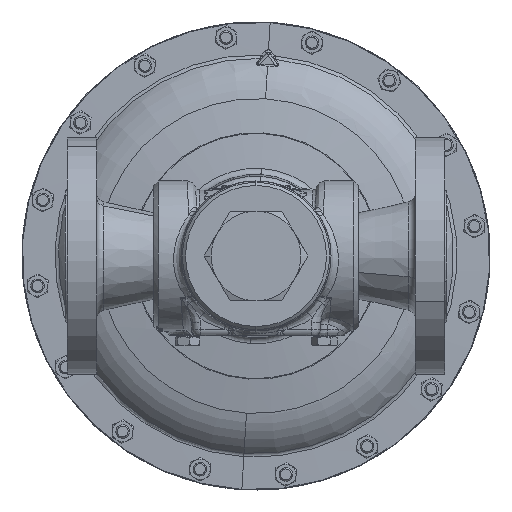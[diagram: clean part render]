
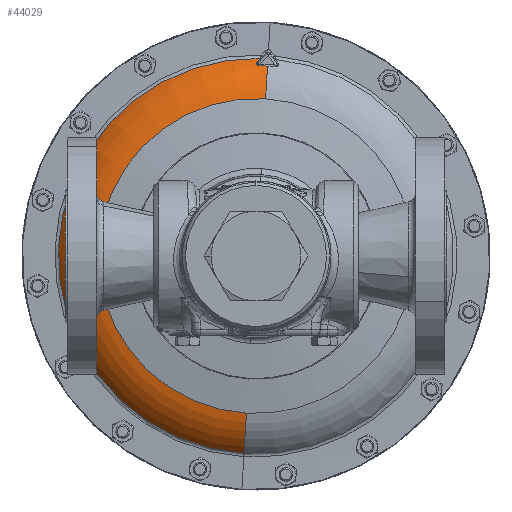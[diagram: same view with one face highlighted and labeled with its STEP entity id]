
A CAD part, front view. The second image highlights one B-rep face of the part: STEP entity #44029.
In plain terms, the highlighted toroidal (fillet/blend) face has major radius 101.323 mm and minor radius 46.038 mm.
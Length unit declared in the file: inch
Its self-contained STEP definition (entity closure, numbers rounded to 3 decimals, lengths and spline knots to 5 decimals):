
#1297 = EDGE_CURVE ( 'NONE', #131443, #45876, #32298, .T. ) ;
#2263 = CARTESIAN_POINT ( 'NONE',  ( 0.03602, 9.84033, 5.25023 ) ) ;
#6542 = AXIS2_PLACEMENT_3D ( 'NONE', #123799, #13130, #69514 ) ;
#8620 = DIRECTION ( 'NONE',  ( 0., -1., 0. ) ) ;
#11682 = AXIS2_PLACEMENT_3D ( 'NONE', #29416, #49389, #28007 ) ;
#12173 = VERTEX_POINT ( 'NONE', #138601 ) ;
#13018 = CARTESIAN_POINT ( 'NONE',  ( 0.02352, 9.85319, 5.26346 ) ) ;
#13130 = DIRECTION ( 'NONE',  ( 0., -1., 0. ) ) ;
#13714 = CARTESIAN_POINT ( 'NONE',  ( 0.0276, 9.84757, 5.25772 ) ) ;
#17833 = AXIS2_PLACEMENT_3D ( 'NONE', #62051, #84909, #96334 ) ;
#19363 = CARTESIAN_POINT ( 'NONE',  ( 0., 9.36195, 0. ) ) ;
#21526 = ORIENTED_EDGE ( 'NONE', *, *, #105629, .T. ) ;
#21605 = CARTESIAN_POINT ( 'NONE',  ( 0.10496, 9.82314, 5.23131 ) ) ;
#23027 = CARTESIAN_POINT ( 'NONE',  ( 0.04598, 9.83426, 5.24385 ) ) ;
#24089 = ORIENTED_EDGE ( 'NONE', *, *, #72284, .T. ) ;
#25965 = DIRECTION ( 'NONE',  ( -0.061, 0., -0.998 ) ) ;
#28007 = DIRECTION ( 'NONE',  ( 0.061, 0., 0.998 ) ) ;
#28078 = EDGE_CURVE ( 'NONE', #45876, #111395, #108309, .T. ) ;
#29416 = CARTESIAN_POINT ( 'NONE',  ( 0., 9.82314, 0. ) ) ;
#31182 = DIRECTION ( 'NONE',  ( -0.061, 0., -0.998 ) ) ;
#32065 = ORIENTED_EDGE ( 'NONE', *, *, #1297, .T. ) ;
#32298 = CIRCLE ( 'NONE', #11682, 5.23236 ) ;
#32351 = CARTESIAN_POINT ( 'NONE',  ( 0.01734, 9.87153, 5.28177 ) ) ;
#33725 = CARTESIAN_POINT ( 'NONE',  ( 0.04973, 9.83253, 5.24201 ) ) ;
#34051 = CARTESIAN_POINT ( 'NONE',  ( 0.11329, 10.04804, 5.43303 ) ) ;
#37116 = EDGE_CURVE ( 'NONE', #12173, #141109, #129176, .T. ) ;
#40296 = DIRECTION ( 'NONE',  ( 0.061, 0., 0.998 ) ) ;
#40951 = CIRCLE ( 'NONE', #134409, 4.33036 ) ;
#44029 = ADVANCED_FACE ( 'NONE', ( #74204 ), #106812, .T. ) ;
#45876 = VERTEX_POINT ( 'NONE', #21605 ) ;
#49389 = DIRECTION ( 'NONE',  ( 0., -1., 0. ) ) ;
#56467 = CARTESIAN_POINT ( 'NONE',  ( -0.26236, 9.36195, -4.32241 ) ) ;
#57258 = CARTESIAN_POINT ( 'NONE',  ( 0.02499, 9.9094, 5.3179 ) ) ;
#62051 = CARTESIAN_POINT ( 'NONE',  ( 0., 11.14204, 0. ) ) ;
#63641 = CIRCLE ( 'NONE', #6542, 5.43421 ) ;
#65398 = DIRECTION ( 'NONE',  ( 0.998, 0., -0.061 ) ) ;
#66706 = EDGE_CURVE ( 'NONE', #131443, #124137, #100161, .T. ) ;
#67227 = EDGE_CURVE ( 'NONE', #73764, #141109, #134411, .T. ) ;
#67286 = CARTESIAN_POINT ( 'NONE',  ( 0.03936, 9.93345, 5.33969 ) ) ;
#69485 = B_SPLINE_CURVE_WITH_KNOTS ( 'NONE', 3,
 ( #88353, #131911, #123838, #34051 ),
 .UNSPECIFIED., .F., .F.,
 ( 4, 4 ),
 ( 0., 0.0042 ),
 .UNSPECIFIED. ) ;
#69514 = DIRECTION ( 'NONE',  ( 0.061, 0., 0.998 ) ) ;
#72284 = EDGE_CURVE ( 'NONE', #111395, #106859, #69485, .T. ) ;
#73547 = ORIENTED_EDGE ( 'NONE', *, *, #66706, .F. ) ;
#73639 = DIRECTION ( 'NONE',  ( -0.061, 0., -0.998 ) ) ;
#73764 = VERTEX_POINT ( 'NONE', #94552 ) ;
#74204 = FACE_OUTER_BOUND ( 'NONE', #120713, .T. ) ;
#75923 = CARTESIAN_POINT ( 'NONE',  ( 0.01858, 9.89066, 5.3003 ) ) ;
#76853 = ORIENTED_EDGE ( 'NONE', *, *, #37116, .F. ) ;
#78714 = CARTESIAN_POINT ( 'NONE',  ( 0.03516, 9.92759, 5.33448 ) ) ;
#80727 = EDGE_CURVE ( 'NONE', #124137, #12173, #40951, .T. ) ;
#84909 = DIRECTION ( 'NONE',  ( 0., -1., 0. ) ) ;
#87333 = CARTESIAN_POINT ( 'NONE',  ( 0.01744, 9.88431, 5.29421 ) ) ;
#88353 = CARTESIAN_POINT ( 'NONE',  ( 0.03936, 9.93345, 5.33969 ) ) ;
#89413 = CARTESIAN_POINT ( 'NONE',  ( 0.06137, 9.82813, 5.23728 ) ) ;
#94552 = CARTESIAN_POINT ( 'NONE',  ( -0.32924, 10.04804, -5.42423 ) ) ;
#96013 = DIRECTION ( 'NONE',  ( -0.998, 0., 0.061 ) ) ;
#96334 = DIRECTION ( 'NONE',  ( -0.061, 0., -0.998 ) ) ;
#98055 = CARTESIAN_POINT ( 'NONE',  ( 0.02234, 9.90318, 5.31211 ) ) ;
#100137 = CARTESIAN_POINT ( 'NONE',  ( 0.03914, 9.83816, 5.24796 ) ) ;
#100161 = CIRCLE ( 'NONE', #116195, 1.8125 ) ;
#102394 = CARTESIAN_POINT ( 'NONE',  ( 0., 9.36195, 0. ) ) ;
#105629 = EDGE_CURVE ( 'NONE', #106859, #73764, #63641, .T. ) ;
#106177 = ORIENTED_EDGE ( 'NONE', *, *, #67227, .T. ) ;
#106812 = TOROIDAL_SURFACE ( 'NONE', #17833, 3.98911, 1.8125 ) ;
#106859 = VERTEX_POINT ( 'NONE', #119461 ) ;
#107064 = CARTESIAN_POINT ( 'NONE',  ( 0.03936, 9.93345, 5.33969 ) ) ;
#107584 = ORIENTED_EDGE ( 'NONE', *, *, #80727, .F. ) ;
#108309 = B_SPLINE_CURVE_WITH_KNOTS ( 'NONE', 3,
 ( #110141, #140921, #119492, #111551, #89413, #33725, #23027, #100137, #2263, #13714, #13018, #121573, #32351, #87333, #75923, #98055, #57258, #122282, #78714, #67286 ),
 .UNSPECIFIED., .F., .F.,
 ( 4, 2, 2, 2, 2, 2, 2, 2, 2, 4 ),
 ( 0., 0.00068, 0.00135, 0.00169, 0.00203, 0.0027, 0.00338, 0.00405, 0.00473, 0.0054 ),
 .UNSPECIFIED. ) ;
#109327 = AXIS2_PLACEMENT_3D ( 'NONE', #140963, #96013, #40296 ) ;
#110141 = CARTESIAN_POINT ( 'NONE',  ( 0.10496, 9.82314, 5.23131 ) ) ;
#110583 = CARTESIAN_POINT ( 'NONE',  ( 0.31701, 9.82314, 5.22275 ) ) ;
#111395 = VERTEX_POINT ( 'NONE', #107064 ) ;
#111551 = CARTESIAN_POINT ( 'NONE',  ( 0.06985, 9.82615, 5.23508 ) ) ;
#113223 = AXIS2_PLACEMENT_3D ( 'NONE', #19363, #8620, #73639 ) ;
#114452 = ORIENTED_EDGE ( 'NONE', *, *, #28078, .T. ) ;
#116195 = AXIS2_PLACEMENT_3D ( 'NONE', #139747, #65398, #31182 ) ;
#119461 = CARTESIAN_POINT ( 'NONE',  ( 0.11329, 10.04804, 5.43303 ) ) ;
#119492 = CARTESIAN_POINT ( 'NONE',  ( 0.08721, 9.82366, 5.23219 ) ) ;
#120713 = EDGE_LOOP ( 'NONE', ( #73547, #32065, #114452, #24089, #21526, #106177, #76853, #107584 ) ) ;
#121573 = CARTESIAN_POINT ( 'NONE',  ( 0.01838, 9.86529, 5.2756 ) ) ;
#122282 = CARTESIAN_POINT ( 'NONE',  ( 0.03141, 9.92162, 5.32909 ) ) ;
#123799 = CARTESIAN_POINT ( 'NONE',  ( 0., 10.04804, 0. ) ) ;
#123838 = CARTESIAN_POINT ( 'NONE',  ( 0.09006, 10.00795, 5.40316 ) ) ;
#124137 = VERTEX_POINT ( 'NONE', #136915 ) ;
#129176 = CIRCLE ( 'NONE', #113223, 4.33036 ) ;
#131443 = VERTEX_POINT ( 'NONE', #110583 ) ;
#131911 = CARTESIAN_POINT ( 'NONE',  ( 0.06536, 9.96976, 5.372 ) ) ;
#134409 = AXIS2_PLACEMENT_3D ( 'NONE', #102394, #134535, #25965 ) ;
#134411 = CIRCLE ( 'NONE', #109327, 1.8125 ) ;
#134535 = DIRECTION ( 'NONE',  ( 0., -1., 0. ) ) ;
#136915 = CARTESIAN_POINT ( 'NONE',  ( 0.26236, 9.36195, 4.32241 ) ) ;
#138601 = CARTESIAN_POINT ( 'NONE',  ( -4.32241, 9.36195, 0.26236 ) ) ;
#139747 = CARTESIAN_POINT ( 'NONE',  ( 0.24169, 11.14204, 3.98178 ) ) ;
#140921 = CARTESIAN_POINT ( 'NONE',  ( 0.09604, 9.82314, 5.23149 ) ) ;
#140963 = CARTESIAN_POINT ( 'NONE',  ( -0.24169, 11.14204, -3.98178 ) ) ;
#141109 = VERTEX_POINT ( 'NONE', #56467 ) ;
